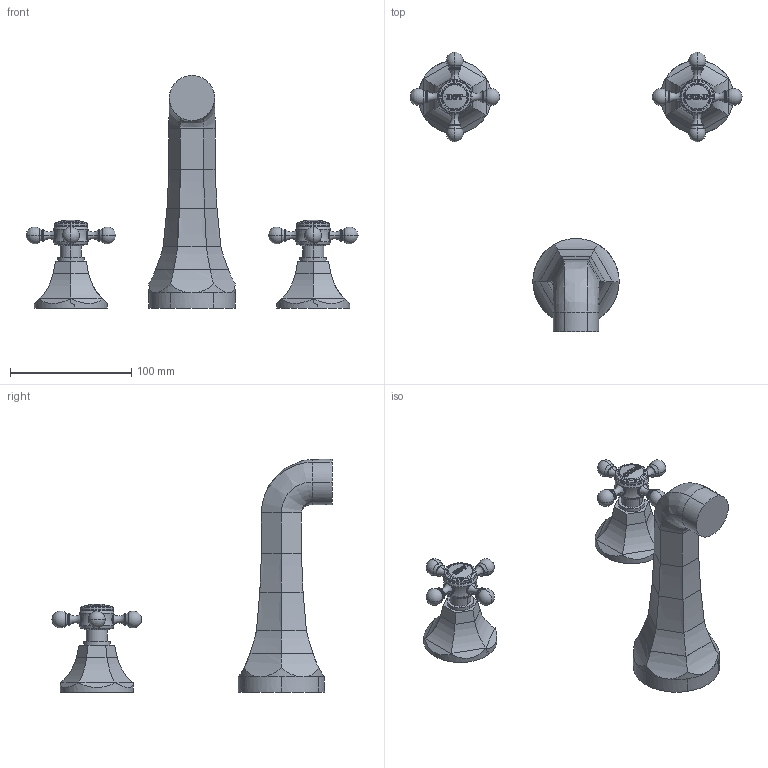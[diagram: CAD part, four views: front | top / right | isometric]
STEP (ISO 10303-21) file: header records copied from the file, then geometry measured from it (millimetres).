
FILE_DESCRIPTION((''),'2;1');
FILE_NAME('3-1225_SW0001','2020-12-01T09:32:57',('rsmith'),(''),'CREO PARAMETRIC BY PTC INC, 2018400','CREO PARAMETRIC BY PTC INC, 2018400','');
FILE_SCHEMA(('AUTOMOTIVE_DESIGN { 1 0 10303 214 1 1 1 1 }'));
Length unit declared in the file: inch
Products named in the file (1): 3-1225_SW0001
Bounding box: 274.04 x 231.2 x 192.45 mm (x, y, z)
Volume: 461614.7 mm3; surface area: 65661.6 mm2
Topology: 3 solids, 7 shells, 462 faces, 1091 edges, 648 vertices
Faces by surface type: cylinder 126, plane 120, torus 78, bspline 50, cone 48, sphere 32, extrusion 8
Entity records: 24774 total; most frequent: CARTESIAN_POINT 7877, DIRECTION 2195, ORIENTED_EDGE 2142, PRESENTATION_STYLE_ASSIGNMENT 1519, STYLED_ITEM 1078, CURVE_STYLE 1071, EDGE_CURVE 1071, AXIS2_PLACEMENT_3D 927
